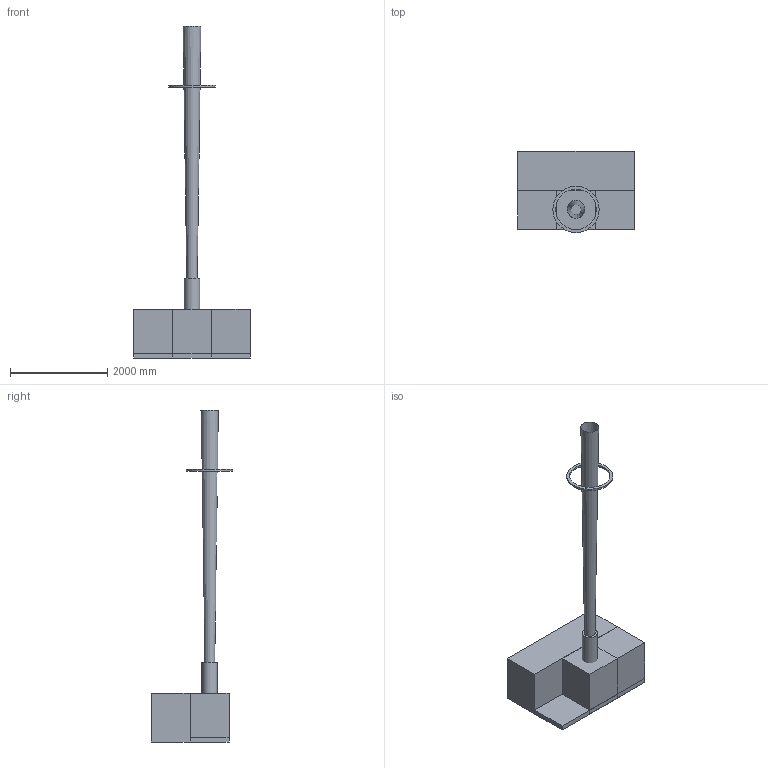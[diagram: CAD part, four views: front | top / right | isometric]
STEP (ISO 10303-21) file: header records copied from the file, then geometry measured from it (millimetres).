
FILE_DESCRIPTION(('FreeCAD Model'),'2;1');
FILE_NAME('YSAA.step','2020-09-22T05:41:30',('Author'),(''), 'Open CASCADE STEP processor 7.4','FreeCAD','Unknown');
FILE_SCHEMA(('AUTOMOTIVE_DESIGN { 1 0 10303 214 1 1 1 1 }'));
Length unit declared in the file: millimetre
Products named in the file (57): YSAA; YFaWTail; GDMLPolycone_TGeoPcon0x12; YFaWTailI; GDMLPolycone_TGeoPcon0x13; YFASAA1; GDMLPolycone_TGeoPcon0x14; YFASAA1O; GDMLCone_TGeoCone0x8; YSAA1; YSAA1M; GDMLPolycone_TGeoPcon0x15; YSAA1_SteelEnvelope; GDMLPolycone_TGeoPcon0x16; YSAA1_WPipe; GDMLPolycone_TGeoPcon0x17; YSAA1_WPipeI; GDMLTube_TGeoTube0x1; YSAA1_PbComp; GDMLPolycone_TGeoPcon0x18; YSAA1_PbCompI; GDMLPolycone_TGeoPcon0x19; YSAA1_WCone; GDMLPolycone_TGeoPcon0x20; YSAA1_StRing; GDMLPolycone_TGeoPcon0x21; YSAA1_InnerTube; GDMLCone_TGeoCone0x9; YSAA1SAA2; GDMLPolycone_TGeoPcon0x22; YSAA1SAA2Pb; GDMLPolycone_TGeoPcon0x23; YSAA1_SAA2I; GDMLPolycone_TGeoPcon0x24; YSAA2; GDMLPolycone_TGeoPcon0x25; YSAA2_SteelEnvelope; GDMLPolycone_TGeoPcon0x26; YSAA2_PbRing; GDMLPolycone_TGeoPcon0x27 ...
Assembly tree (58 placements, depth 6):
  YSAA
    YFaWTail
      GDMLPolycone_TGeoPcon0x12
      YFaWTailI
        GDMLPolycone_TGeoPcon0x13
    YFASAA1
      GDMLPolycone_TGeoPcon0x14
      YFASAA1O
        GDMLCone_TGeoCone0x8
    YSAA1
      YSAA1M
        GDMLPolycone_TGeoPcon0x15
        YSAA1_SteelEnvelope
          GDMLPolycone_TGeoPcon0x16
        YSAA1_WPipe
          GDMLPolycone_TGeoPcon0x17
          YSAA1_WPipeI
            GDMLTube_TGeoTube0x1
        YSAA1_PbComp
          GDMLPolycone_TGeoPcon0x18
          YSAA1_PbCompI
            GDMLPolycone_TGeoPcon0x19
        YSAA1_WCone
          GDMLPolycone_TGeoPcon0x20
        YSAA1_StRing
          GDMLPolycone_TGeoPcon0x21
        YSAA1_InnerTube
          GDMLCone_TGeoCone0x9
    YSAA1SAA2
      GDMLPolycone_TGeoPcon0x22
      YSAA1SAA2Pb
        GDMLPolycone_TGeoPcon0x23
        YSAA1_SAA2I
          GDMLPolycone_TGeoPcon0x24
    YSAA2
      GDMLPolycone_TGeoPcon0x25
      YSAA2_SteelEnvelope
        GDMLPolycone_TGeoPcon0x26
      YSAA2_PbRing
        GDMLPolycone_TGeoPcon0x27
      YSAA2_PbComp
        GDMLPolycone_TGeoPcon0x28
      YSAA2_InnerTube
        GDMLPolycone_TGeoPcon0x29
      YSAA2_SteelRing
        GDMLTube_TGeoTube0x2
    YSAA3
      YSAA3CCBlock
        subtraction_Saa3CCBlock
      YSAA3SteelPlate1  x2
        GDMLBox_TGeoBBox0x529
        YSAA3SteelPlate11
          GDMLBox_TGeoBBox0x530
      YSAA3SteelPlate2  x2
        GDMLBox_TGeoBBox0x531
        YSAA3SteelPlate21
          GDMLBox_TGeoBBox0x532
Bounding box: 2400 x 1676 x 6828 mm (x, y, z)
Volume: 6350197175.9 mm3; surface area: 60370220.7 mm2
Topology: 13 solids, 16 shells, 79 faces, 141 edges, 94 vertices
Faces by surface type: plane 68, cylinder 6, cone 5
Full cylindrical faces by diameter (mm): 24.6 x1, 54.2 x1, 220 x1, 319 x1, 832 x1, 952 x1
Entity records: 3622 total; most frequent: DIRECTION 529, CARTESIAN_POINT 455, LINE 235, VECTOR 235, ORIENTED_EDGE 186, PCURVE 186, DEFINITIONAL_REPRESENTATION 186, AXIS2_PLACEMENT_3D 136
